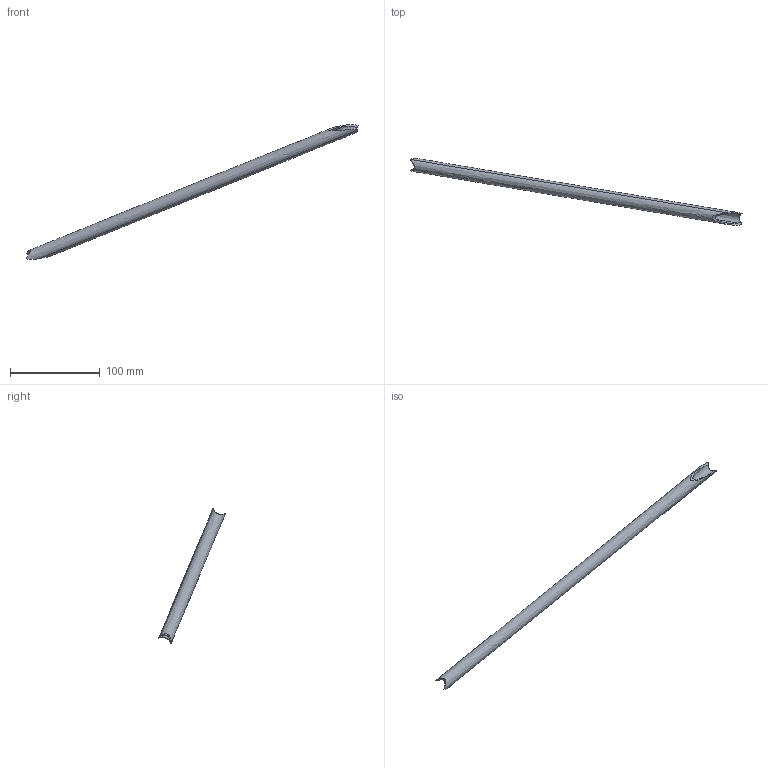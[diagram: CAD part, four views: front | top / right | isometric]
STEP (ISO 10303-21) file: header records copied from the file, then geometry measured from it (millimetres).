
FILE_DESCRIPTION(('CATIA V5 STEP Exchange'),'2;1');
FILE_NAME('48.stp','2018-12-01T18:15:55+00:00',('none'),('none'),'CATIA Version 5 Release 19 SP 2 (IN-10)','CATIA V5 STEP AP203','none');
FILE_SCHEMA(('CONFIG_CONTROL_DESIGN'));
Length unit declared in the file: millimetre
Products named in the file (1): Symmetry of Shape_770
Bounding box: 369.15 x 74.28 x 150.03 mm (x, y, z)
Volume: 23905.6 mm3; surface area: 32189.6 mm2
Topology: 1 solids, 1 shells, 10 faces, 30 edges, 20 vertices
Faces by surface type: cylinder 6, bspline 4
Entity records: 750 total; most frequent: CARTESIAN_POINT 515, ORIENTED_EDGE 60, EDGE_CURVE 30, B_SPLINE_CURVE_WITH_KNOTS 24, VERTEX_POINT 20, DIRECTION 10, ADVANCED_FACE 10, EDGE_LOOP 10
